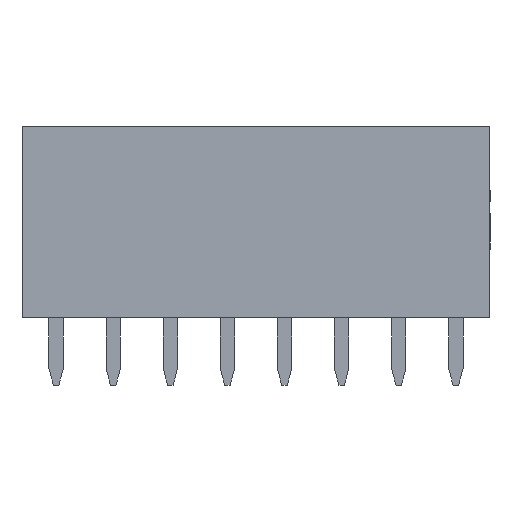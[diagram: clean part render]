
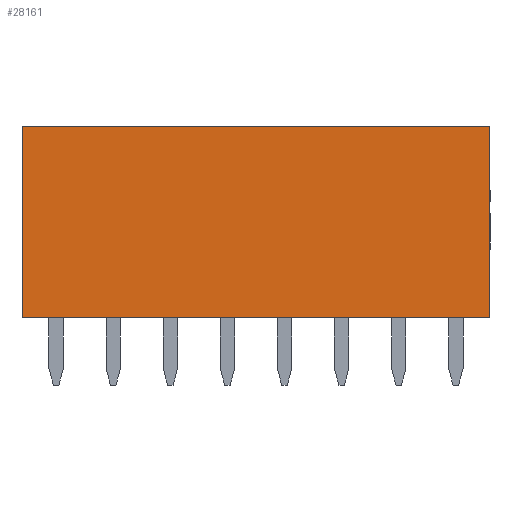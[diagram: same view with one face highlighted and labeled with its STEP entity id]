
A CAD part, front view. The second image highlights one B-rep face of the part: STEP entity #28161.
In plain terms, the highlighted planar face has unit normal (0, -1, 0).
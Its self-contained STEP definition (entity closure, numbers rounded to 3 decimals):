
#1722 = ORIENTED_EDGE ( 'NONE', *, *, #27408, .F. ) ;
#1783 = CARTESIAN_POINT ( 'NONE',  ( 0., 0., 0. ) ) ;
#2336 = CARTESIAN_POINT ( 'NONE',  ( 10.41, 0., 4.25 ) ) ;
#3772 = EDGE_CURVE ( 'NONE', #15615, #23011, #14053, .T. ) ;
#4104 = DIRECTION ( 'NONE',  ( -1., 0., 0. ) ) ;
#4877 = AXIS2_PLACEMENT_3D ( 'NONE', #1783, #27497, #4104 ) ;
#5024 = DIRECTION ( 'NONE',  ( 1., 0., 0. ) ) ;
#6658 = FACE_OUTER_BOUND ( 'NONE', #8533, .T. ) ;
#7347 = CARTESIAN_POINT ( 'NONE',  ( -10.41, 0., -4.25 ) ) ;
#8169 = ORIENTED_EDGE ( 'NONE', *, *, #11976, .F. ) ;
#8533 = EDGE_LOOP ( 'NONE', ( #12535, #1722, #8169, #17888 ) ) ;
#9930 = LINE ( 'NONE', #19180, #28387 ) ;
#11215 = CARTESIAN_POINT ( 'NONE',  ( -10.41, 0., 4.25 ) ) ;
#11976 = EDGE_CURVE ( 'NONE', #14582, #15454, #28081, .T. ) ;
#12535 = ORIENTED_EDGE ( 'NONE', *, *, #3772, .F. ) ;
#12864 = DIRECTION ( 'NONE',  ( 0., 0., 1. ) ) ;
#13011 = CARTESIAN_POINT ( 'NONE',  ( -10.41, 0., 4.25 ) ) ;
#14053 = LINE ( 'NONE', #25338, #15530 ) ;
#14582 = VERTEX_POINT ( 'NONE', #7347 ) ;
#15454 = VERTEX_POINT ( 'NONE', #11215 ) ;
#15530 = VECTOR ( 'NONE', #27756, 1000. ) ;
#15615 = VERTEX_POINT ( 'NONE', #2336 ) ;
#16602 = LINE ( 'NONE', #25901, #17931 ) ;
#17888 = ORIENTED_EDGE ( 'NONE', *, *, #18848, .F. ) ;
#17931 = VECTOR ( 'NONE', #5024, 1000. ) ;
#18112 = CARTESIAN_POINT ( 'NONE',  ( 10.41, 0., -4.25 ) ) ;
#18848 = EDGE_CURVE ( 'NONE', #23011, #14582, #9930, .T. ) ;
#19180 = CARTESIAN_POINT ( 'NONE',  ( -10.41, 0., -4.25 ) ) ;
#20504 = VECTOR ( 'NONE', #12864, 1000. ) ;
#20734 = PLANE ( 'NONE',  #4877 ) ;
#23011 = VERTEX_POINT ( 'NONE', #18112 ) ;
#23070 = DIRECTION ( 'NONE',  ( -1., 0., 0. ) ) ;
#25338 = CARTESIAN_POINT ( 'NONE',  ( 10.41, 0., 4.25 ) ) ;
#25901 = CARTESIAN_POINT ( 'NONE',  ( -10.41, 0., 4.25 ) ) ;
#27408 = EDGE_CURVE ( 'NONE', #15454, #15615, #16602, .T. ) ;
#27497 = DIRECTION ( 'NONE',  ( 0., -1., 0. ) ) ;
#27756 = DIRECTION ( 'NONE',  ( 0., 0., -1. ) ) ;
#28081 = LINE ( 'NONE', #13011, #20504 ) ;
#28161 = ADVANCED_FACE ( 'NONE', ( #6658 ), #20734, .T. ) ;
#28387 = VECTOR ( 'NONE', #23070, 1000. ) ;
